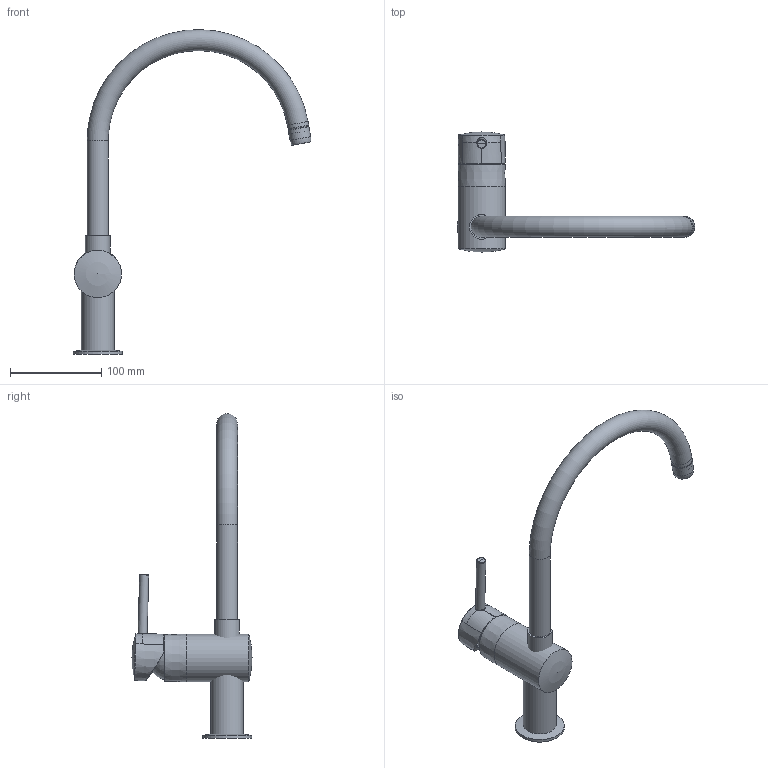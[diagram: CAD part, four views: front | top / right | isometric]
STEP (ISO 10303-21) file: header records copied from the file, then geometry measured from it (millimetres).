
FILE_DESCRIPTION(/* description */ ('Unknown'),/* implementation_level */ '2;1');
FILE_NAME(/* name */ '32917000',/* time_stamp */ '2022-09-07T09:14:43+02:00',/* author */ ('Unknown'),/* organization */ ('GROHE AG'),/* preprocessor_version */ 'ST-DEVELOPER v16.7',/* originating_system */ 'DEX',/* authorisation */ $);
FILE_SCHEMA (('AUTOMOTIVE_DESIGN {1 0 10303 214 3 1 1}'));
Length unit declared in the file: millimetre
Products named in the file (2): 32917000; id11
Assembly tree (1 placements, depth 2):
  32917000
    id11
Bounding box: 260.79 x 131.74 x 356.19 mm (x, y, z)
Surface area: 84598.7 mm2 (no closed solid volume)
Topology: 0 solids, 8 shells, 109 faces, 293 edges, 185 vertices
Faces by surface type: bspline 43, plane 18, cylinder 15, torus 14, cone 13, sphere 6
Full cylindrical faces by diameter (mm): 10 x1, 22 x1, 23 x3, 27 x1, 36 x1, 52 x1, 54 x1
Entity records: 6513 total; most frequent: CARTESIAN_POINT 4334, ORIENTED_EDGE 456, DIRECTION 292, EDGE_CURVE 259, VERTEX_POINT 174, B_SPLINE_CURVE_WITH_KNOTS 170, EDGE_LOOP 138, FACE_BOUND 138
